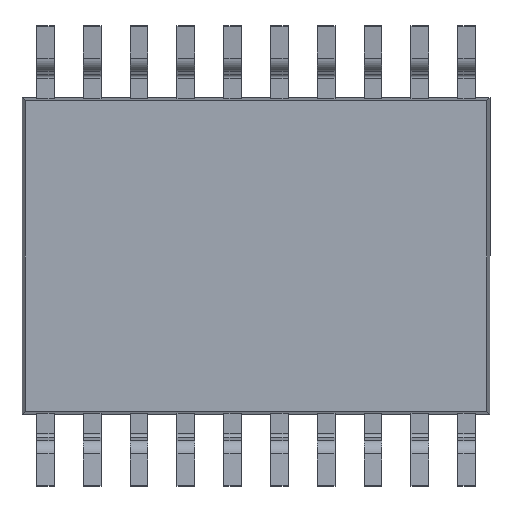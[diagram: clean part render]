
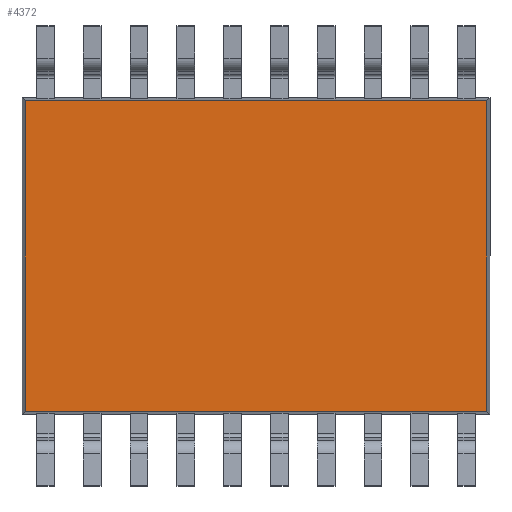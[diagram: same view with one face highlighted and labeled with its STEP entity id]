
A CAD part, front view. The second image highlights one B-rep face of the part: STEP entity #4372.
In plain terms, the highlighted planar face has unit normal (0, -1, 0).
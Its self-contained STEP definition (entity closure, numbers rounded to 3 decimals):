
#384 = VECTOR ( 'NONE', #901, 1000. ) ;
#860 = EDGE_CURVE ( 'NONE', #954, #1242, #3343, .T. ) ;
#877 = ORIENTED_EDGE ( 'NONE', *, *, #7365, .F. ) ;
#901 = DIRECTION ( 'NONE',  ( 1., 0., 0. ) ) ;
#954 = VERTEX_POINT ( 'NONE', #6928 ) ;
#1242 = VERTEX_POINT ( 'NONE', #3490 ) ;
#1785 = EDGE_CURVE ( 'NONE', #3217, #7588, #7636, .T. ) ;
#1834 = DIRECTION ( 'NONE',  ( 0., 0., 1. ) ) ;
#1873 = EDGE_LOOP ( 'NONE', ( #2745, #6724, #5761, #877 ) ) ;
#2370 = AXIS2_PLACEMENT_3D ( 'NONE', #5538, #3991, #8891 ) ;
#2548 = CARTESIAN_POINT ( 'NONE',  ( 0., -0.525, -2.154 ) ) ;
#2581 = DIRECTION ( 'NONE',  ( -1., 0., 0. ) ) ;
#2609 = VECTOR ( 'NONE', #8146, 1000. ) ;
#2745 = ORIENTED_EDGE ( 'NONE', *, *, #1785, .F. ) ;
#2924 = LINE ( 'NONE', #2548, #5768 ) ;
#3217 = VERTEX_POINT ( 'NONE', #6621 ) ;
#3343 = LINE ( 'NONE', #8276, #5213 ) ;
#3490 = CARTESIAN_POINT ( 'NONE',  ( -3.204, -0.525, 2.154 ) ) ;
#3991 = DIRECTION ( 'NONE',  ( 0., 1., 0. ) ) ;
#4372 = ADVANCED_FACE ( 'NONE', ( #8859 ), #8925, .F. ) ;
#5213 = VECTOR ( 'NONE', #1834, 1000. ) ;
#5308 = CARTESIAN_POINT ( 'NONE',  ( 3.204, -0.525, 0. ) ) ;
#5538 = CARTESIAN_POINT ( 'NONE',  ( 0., -0.525, 0. ) ) ;
#5761 = ORIENTED_EDGE ( 'NONE', *, *, #860, .F. ) ;
#5768 = VECTOR ( 'NONE', #2581, 1000. ) ;
#5777 = LINE ( 'NONE', #8605, #384 ) ;
#6221 = CARTESIAN_POINT ( 'NONE',  ( 3.204, -0.525, -2.154 ) ) ;
#6621 = CARTESIAN_POINT ( 'NONE',  ( 3.204, -0.525, 2.154 ) ) ;
#6724 = ORIENTED_EDGE ( 'NONE', *, *, #7090, .F. ) ;
#6928 = CARTESIAN_POINT ( 'NONE',  ( -3.204, -0.525, -2.154 ) ) ;
#7090 = EDGE_CURVE ( 'NONE', #1242, #3217, #5777, .T. ) ;
#7365 = EDGE_CURVE ( 'NONE', #7588, #954, #2924, .T. ) ;
#7588 = VERTEX_POINT ( 'NONE', #6221 ) ;
#7636 = LINE ( 'NONE', #5308, #2609 ) ;
#8146 = DIRECTION ( 'NONE',  ( 0., 0., -1. ) ) ;
#8276 = CARTESIAN_POINT ( 'NONE',  ( -3.204, -0.525, 0. ) ) ;
#8605 = CARTESIAN_POINT ( 'NONE',  ( 0., -0.525, 2.154 ) ) ;
#8859 = FACE_OUTER_BOUND ( 'NONE', #1873, .T. ) ;
#8891 = DIRECTION ( 'NONE',  ( 0., 0., 1. ) ) ;
#8925 = PLANE ( 'NONE',  #2370 ) ;
